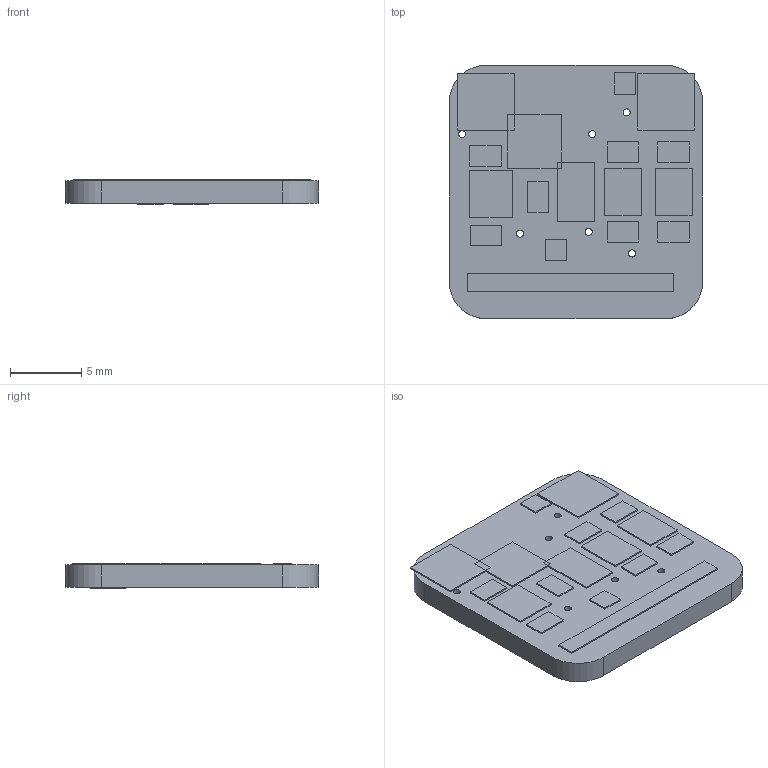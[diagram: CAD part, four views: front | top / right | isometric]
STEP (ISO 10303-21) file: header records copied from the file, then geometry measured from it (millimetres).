
FILE_DESCRIPTION(/* description */ (''),/* implementation_level */ '2;1');
FILE_NAME(/* name */ 'b4e2d629-d37c-4887-988a-642f691d2bca.zip.stp',/* time_stamp */ '2018-10-04T23:59:07+00:00',/* author */ (''),/* organization */ (''),/* preprocessor_version */ 'ST-DEVELOPER v17.2',/* originating_system */ 'Autodesk Translation Framework v7.6.0.251',/* authorisation */ '');
FILE_SCHEMA (('AUTOMOTIVE_DESIGN { 1 0 10303 214 3 1 1 }'));
Length unit declared in the file: millimetre
Products named in the file (13): APDS-9960 Rev B; PCB Component; Board; APDS-9960; FIDUCIAL_1MM; MOUNTINGHOLE2.5; 10uF; BSS138; SOT23-5; 1X06_ROUND_76; ADAFRUIT_2.5MM; ADAFRUIT_3.5MM; PCBFEAT-REV-040
Assembly tree (21 placements, depth 3):
  APDS-9960 Rev B
    PCB Component
      Board
      APDS-9960
      FIDUCIAL_1MM  x2
      MOUNTINGHOLE2.5  x2
      10uF  x7
      BSS138  x2
      SOT23-5
      1X06_ROUND_76
      ADAFRUIT_2.5MM
      ADAFRUIT_3.5MM
      PCBFEAT-REV-040
Bounding box: 17.78 x 17.78 x 1.77 mm (x, y, z)
Volume: 475.9 mm3; surface area: 1068.2 mm2
Topology: 20 solids, 20 shells, 141 faces, 303 edges, 202 vertices
Faces by surface type: plane 120, cylinder 21
Full cylindrical faces by diameter (mm): 0.5 x9, 1 x6, 2.5 x2
Entity records: 2989 total; most frequent: DIRECTION 479, CARTESIAN_POINT 446, ORIENTED_EDGE 390, EDGE_CURVE 195, AXIS2_PLACEMENT_3D 163, LINE 153, VECTOR 153, VERTEX_POINT 130
